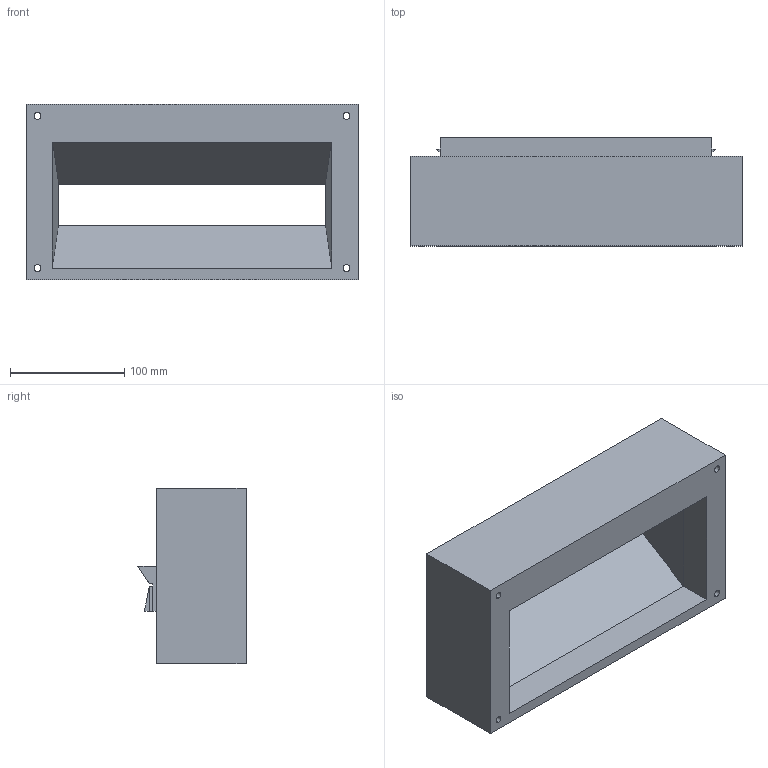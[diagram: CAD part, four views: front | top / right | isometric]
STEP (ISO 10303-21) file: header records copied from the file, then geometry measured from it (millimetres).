
FILE_DESCRIPTION (( 'STEP AP214' ), '1' );
FILE_NAME ('Mid-Section-Respirator-HEPA-HRF-H1-threaded-insert-(v1.2).STEP', '2025-08-08T16:13:47', ( '' ), ( '' ), 'SwSTEP 2.0', 'SolidWorks 2023', '' );
FILE_SCHEMA (( 'AUTOMOTIVE_DESIGN' ));
Length unit declared in the file: millimetre
Products named in the file (1): Mid-Section-Respirator-HEPA-HRF-H1-threaded-insert-(v1.2)
Bounding box: 290 x 94.5 x 153 mm (x, y, z)
Volume: 459053.6 mm3; surface area: 298305 mm2
Topology: 2 solids, 2 shells, 78 faces, 204 edges, 130 vertices
Faces by surface type: plane 70, cylinder 8
Entity records: 2396 total; most frequent: CARTESIAN_POINT 413, ORIENTED_EDGE 408, DIRECTION 378, EDGE_CURVE 204, LINE 188, VECTOR 188, VERTEX_POINT 130, AXIS2_PLACEMENT_3D 95
